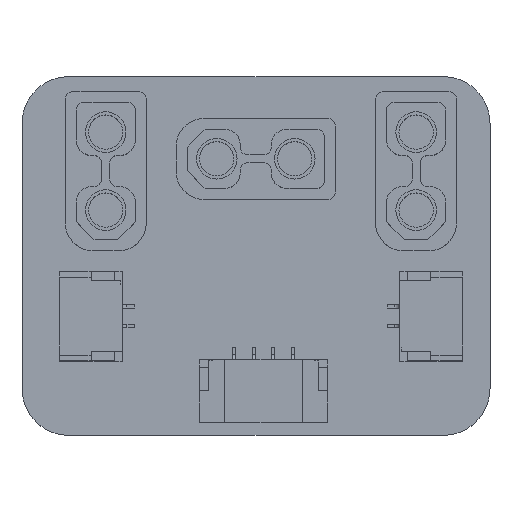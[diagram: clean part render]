
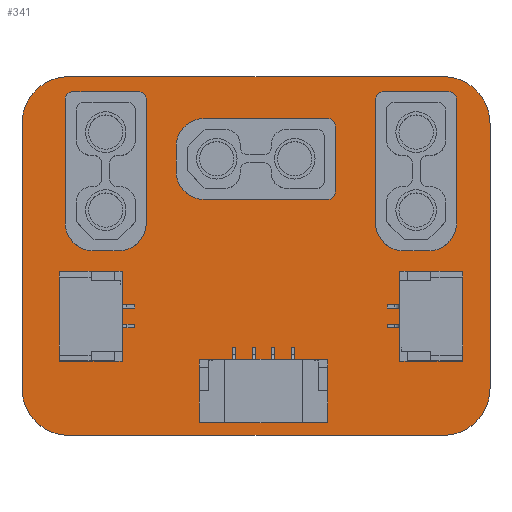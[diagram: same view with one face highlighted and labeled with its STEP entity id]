
A CAD part, top view. The second image highlights one B-rep face of the part: STEP entity #341.
In plain terms, the highlighted planar face has unit normal (0, 0, 1).
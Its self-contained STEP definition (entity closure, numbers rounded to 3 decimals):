
#76 = VERTEX_POINT('',#77);
#77 = CARTESIAN_POINT('',(31.623,31.473,1.56));
#83 = EDGE_CURVE('',#76,#84,#86,.T.);
#84 = VERTEX_POINT('',#85);
#85 = CARTESIAN_POINT('',(31.623,48.473,1.56));
#86 = LINE('',#87,#88);
#87 = CARTESIAN_POINT('',(31.623,31.473,1.56));
#88 = VECTOR('',#89,1.);
#89 = DIRECTION('',(0.,1.,0.));
#114 = EDGE_CURVE('',#84,#115,#117,.T.);
#115 = VERTEX_POINT('',#116);
#116 = CARTESIAN_POINT('',(34.623,51.473,1.56));
#117 = CIRCLE('',#118,2.999);
#118 = AXIS2_PLACEMENT_3D('',#119,#120,#121);
#119 = CARTESIAN_POINT('',(34.622,48.474,1.56));
#120 = DIRECTION('',(0.,0.,-1.));
#121 = DIRECTION('',(-1.,0.,-0.));
#147 = EDGE_CURVE('',#115,#148,#150,.T.);
#148 = VERTEX_POINT('',#149);
#149 = CARTESIAN_POINT('',(58.623,51.473,1.56));
#150 = LINE('',#151,#152);
#151 = CARTESIAN_POINT('',(34.623,51.473,1.56));
#152 = VECTOR('',#153,1.);
#153 = DIRECTION('',(1.,0.,0.));
#178 = EDGE_CURVE('',#148,#179,#181,.T.);
#179 = VERTEX_POINT('',#180);
#180 = CARTESIAN_POINT('',(61.623,48.473,1.56));
#181 = CIRCLE('',#182,2.999);
#182 = AXIS2_PLACEMENT_3D('',#183,#184,#185);
#183 = CARTESIAN_POINT('',(58.624,48.474,1.56));
#184 = DIRECTION('',(0.,0.,-1.));
#185 = DIRECTION('',(0.,1.,0.));
#211 = EDGE_CURVE('',#179,#212,#214,.T.);
#212 = VERTEX_POINT('',#213);
#213 = CARTESIAN_POINT('',(61.623,31.473,1.56));
#214 = LINE('',#215,#216);
#215 = CARTESIAN_POINT('',(61.623,48.473,1.56));
#216 = VECTOR('',#217,1.);
#217 = DIRECTION('',(0.,-1.,0.));
#242 = EDGE_CURVE('',#212,#243,#245,.T.);
#243 = VERTEX_POINT('',#244);
#244 = CARTESIAN_POINT('',(58.623,28.473,1.56));
#245 = CIRCLE('',#246,3.001);
#246 = AXIS2_PLACEMENT_3D('',#247,#248,#249);
#247 = CARTESIAN_POINT('',(58.622,31.474,1.56));
#248 = DIRECTION('',(0.,0.,-1.));
#249 = DIRECTION('',(1.,0.,0.));
#275 = EDGE_CURVE('',#243,#276,#278,.T.);
#276 = VERTEX_POINT('',#277);
#277 = CARTESIAN_POINT('',(34.623,28.473,1.56));
#278 = LINE('',#279,#280);
#279 = CARTESIAN_POINT('',(58.623,28.473,1.56));
#280 = VECTOR('',#281,1.);
#281 = DIRECTION('',(-1.,0.,0.));
#306 = EDGE_CURVE('',#276,#76,#307,.T.);
#307 = CIRCLE('',#308,3.001);
#308 = AXIS2_PLACEMENT_3D('',#309,#310,#311);
#309 = CARTESIAN_POINT('',(34.624,31.474,1.56));
#310 = DIRECTION('',(0.,0.,-1.));
#311 = DIRECTION('',(0.,-1.,-0.));
#341 = ADVANCED_FACE('',(#342),#352,.F.);
#342 = FACE_BOUND('',#343,.F.);
#343 = EDGE_LOOP('',(#344,#345,#346,#347,#348,#349,#350,#351));
#344 = ORIENTED_EDGE('',*,*,#83,.T.);
#345 = ORIENTED_EDGE('',*,*,#114,.T.);
#346 = ORIENTED_EDGE('',*,*,#147,.T.);
#347 = ORIENTED_EDGE('',*,*,#178,.T.);
#348 = ORIENTED_EDGE('',*,*,#211,.T.);
#349 = ORIENTED_EDGE('',*,*,#242,.T.);
#350 = ORIENTED_EDGE('',*,*,#275,.T.);
#351 = ORIENTED_EDGE('',*,*,#306,.T.);
#352 = PLANE('',#353);
#353 = AXIS2_PLACEMENT_3D('',#354,#355,#356);
#354 = CARTESIAN_POINT('',(46.623,39.973,1.56));
#355 = DIRECTION('',(-0.,-0.,-1.));
#356 = DIRECTION('',(-1.,0.,0.));
